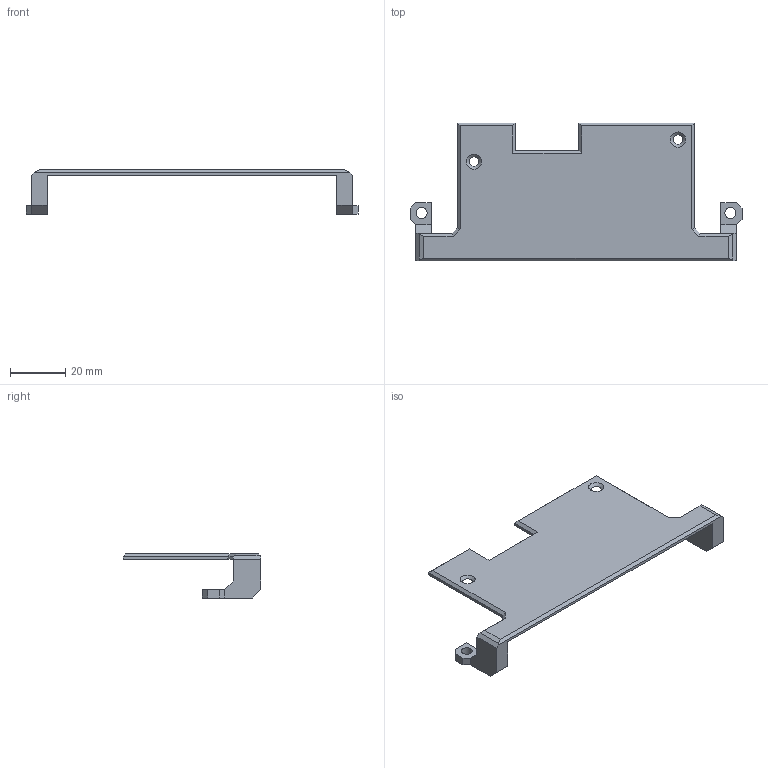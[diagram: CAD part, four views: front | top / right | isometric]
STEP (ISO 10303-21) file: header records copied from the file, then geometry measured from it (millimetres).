
FILE_DESCRIPTION(/* description */ (''),/* implementation_level */ '2;1');
FILE_NAME(/* name */ 'pd_case_bot.step',/* time_stamp */ '2024-04-19T14:19:17+01:00',/* author */ (''),/* organization */ (''),/* preprocessor_version */ 'ST-DEVELOPER v20',/* originating_system */ 'Autodesk Translation Framework v12.20.1.177',/* authorisation */ '');
FILE_SCHEMA (('AUTOMOTIVE_DESIGN { 1 0 10303 214 3 1 1 }'));
Length unit declared in the file: millimetre
Products named in the file (2): Unbenannt; typec_pd_housing v5
Assembly tree (1 placements, depth 2):
  Unbenannt
    typec_pd_housing v5
Bounding box: 120.4 x 50 x 16 mm (x, y, z)
Volume: 10418.4 mm3; surface area: 10558.8 mm2
Topology: 1 solids, 1 shells, 68 faces, 180 edges, 116 vertices
Faces by surface type: plane 64, cone 2, cylinder 2
Full cylindrical faces by diameter (mm): 4 x2
Entity records: 2125 total; most frequent: CARTESIAN_POINT 367, ORIENTED_EDGE 360, DIRECTION 330, EDGE_CURVE 180, LINE 172, VECTOR 172, VERTEX_POINT 116, AXIS2_PLACEMENT_3D 79
